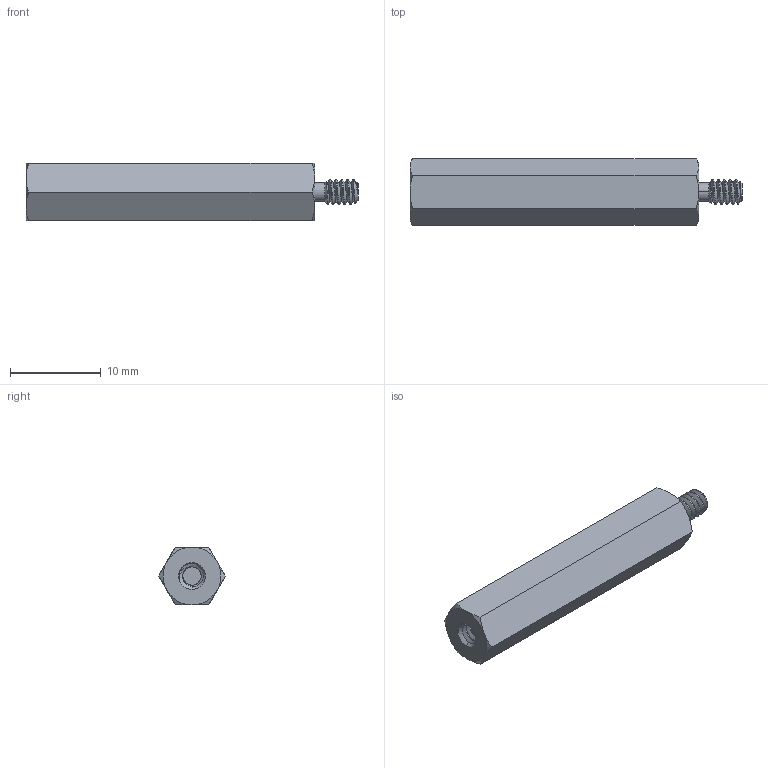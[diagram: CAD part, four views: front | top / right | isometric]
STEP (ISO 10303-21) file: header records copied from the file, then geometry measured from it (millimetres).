
FILE_DESCRIPTION (( 'STEP AP203' ), '1' );
FILE_NAME ('92745A327.step', '2016-11-01T15:53:31', ( '' ), ( '' ), 'SwSTEP 2.0', 'SolidWorks 2010', '' );
FILE_SCHEMA (( 'CONFIG_CONTROL_DESIGN' ));
Length unit declared in the file: inch
Products named in the file (1): 92745A327
Bounding box: 36.51 x 7.33 x 6.35 mm (x, y, z)
Volume: 1105.1 mm3; surface area: 880.6 mm2
Topology: 1 solids, 1 shells, 63 faces, 160 edges, 101 vertices
Faces by surface type: cylinder 28, cone 18, plane 11, bspline 6
Entity records: 3777 total; most frequent: CARTESIAN_POINT 2428, ORIENTED_EDGE 320, DIRECTION 206, EDGE_CURVE 160, VERTEX_POINT 101, AXIS2_PLACEMENT_3D 84, EDGE_LOOP 65, FACE_OUTER_BOUND 63
